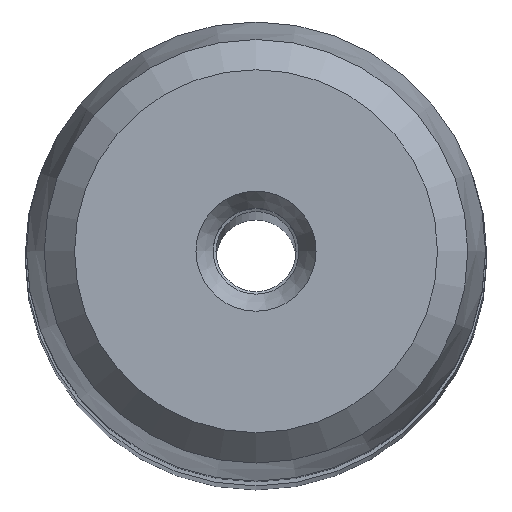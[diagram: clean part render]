
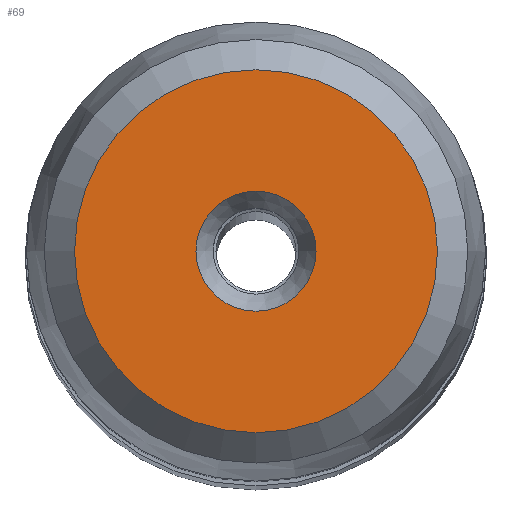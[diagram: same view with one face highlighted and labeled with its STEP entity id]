
A CAD part, top view. The second image highlights one B-rep face of the part: STEP entity #69.
In plain terms, the highlighted planar face has unit normal (0, 0, 1).
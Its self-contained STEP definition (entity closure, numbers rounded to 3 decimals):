
#69=ADVANCED_FACE('',(#110,#111),#99,.F.);
#99=PLANE('',#881);
#110=FACE_BOUND('',#154,.T.);
#111=FACE_BOUND('',#155,.T.);
#154=EDGE_LOOP('',(#206));
#155=EDGE_LOOP('',(#207));
#206=ORIENTED_EDGE('',*,*,#333,.F.);
#207=ORIENTED_EDGE('',*,*,#334,.T.);
#296=VERTEX_POINT('',#1197);
#297=VERTEX_POINT('',#1199);
#333=EDGE_CURVE('',#296,#296,#378,.T.);
#334=EDGE_CURVE('',#297,#297,#379,.T.);
#378=CIRCLE('',#879,1.05);
#379=CIRCLE('',#880,3.175);
#879=AXIS2_PLACEMENT_3D('',#1196,#1000,#1001);
#880=AXIS2_PLACEMENT_3D('',#1198,#1002,#1003);
#881=AXIS2_PLACEMENT_3D('',#1200,#1004,#1005);
#1000=DIRECTION('',(0.,0.,1.));
#1001=DIRECTION('',(-1.,0.,0.));
#1002=DIRECTION('',(0.,0.,1.));
#1003=DIRECTION('',(-1.,0.,0.));
#1004=DIRECTION('',(0.,0.,-1.));
#1005=DIRECTION('',(-1.,0.,0.));
#1196=CARTESIAN_POINT('',(0.,0.,90.));
#1197=CARTESIAN_POINT('',(-1.05,0.,90.));
#1198=CARTESIAN_POINT('',(0.,0.,90.));
#1199=CARTESIAN_POINT('',(-3.175,0.,90.));
#1200=CARTESIAN_POINT('',(0.,0.,90.));
